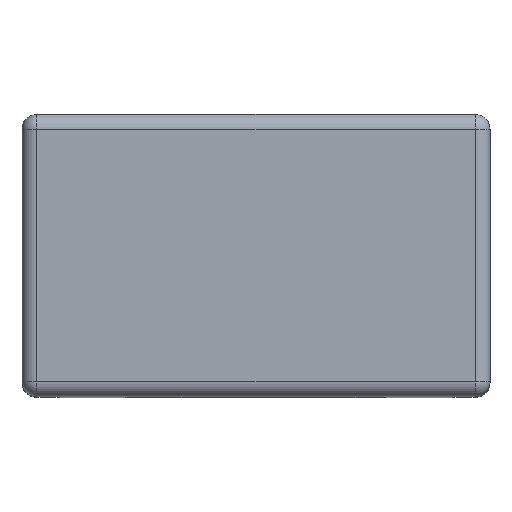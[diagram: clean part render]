
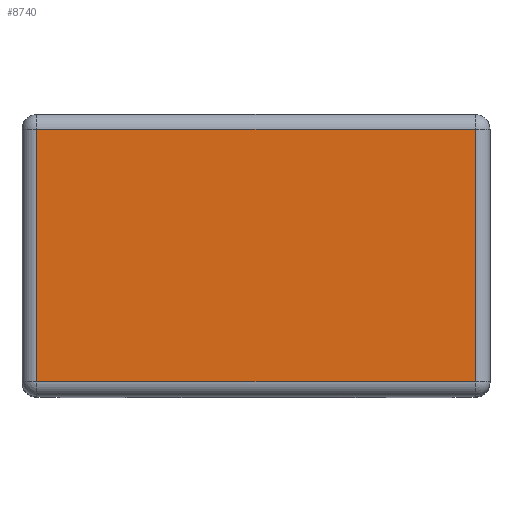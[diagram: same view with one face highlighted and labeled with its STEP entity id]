
A CAD part, top view. The second image highlights one B-rep face of the part: STEP entity #8740.
In plain terms, the highlighted planar face has unit normal (0, 0, 1).
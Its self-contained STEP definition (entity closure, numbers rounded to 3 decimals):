
#1184 = CARTESIAN_POINT ( 'NONE',  ( 14.75, 8.505, 30. ) ) ;
#1621 = CARTESIAN_POINT ( 'NONE',  ( -14.75, -8.495, 30. ) ) ;
#1685 = LINE ( 'NONE', #1184, #3356 ) ;
#1921 = LINE ( 'NONE', #3319, #8753 ) ;
#2481 = EDGE_LOOP ( 'NONE', ( #8258, #6484, #8453, #8252 ) ) ;
#2573 = CARTESIAN_POINT ( 'NONE',  ( 14.75, 8.505, 30. ) ) ;
#2891 = EDGE_CURVE ( 'NONE', #5823, #5384, #8478, .T. ) ;
#3210 = LINE ( 'NONE', #3302, #4051 ) ;
#3291 = CARTESIAN_POINT ( 'NONE',  ( -14.75, 8.505, 30. ) ) ;
#3302 = CARTESIAN_POINT ( 'NONE',  ( -14.75, 8.505, 30. ) ) ;
#3319 = CARTESIAN_POINT ( 'NONE',  ( 14.75, 8.505, 30. ) ) ;
#3356 = VECTOR ( 'NONE', #5828, 1000. ) ;
#3382 = EDGE_CURVE ( 'NONE', #7804, #5823, #3210, .T. ) ;
#3598 = VECTOR ( 'NONE', #7607, 1000. ) ;
#4051 = VECTOR ( 'NONE', #8800, 1000. ) ;
#4792 = AXIS2_PLACEMENT_3D ( 'NONE', #5820, #6589, #8620 ) ;
#5191 = PLANE ( 'NONE',  #4792 ) ;
#5384 = VERTEX_POINT ( 'NONE', #8090 ) ;
#5663 = EDGE_CURVE ( 'NONE', #5384, #7274, #1921, .T. ) ;
#5820 = CARTESIAN_POINT ( 'NONE',  ( 14.75, 8.505, 30. ) ) ;
#5823 = VERTEX_POINT ( 'NONE', #1621 ) ;
#5828 = DIRECTION ( 'NONE',  ( -1., 0., 0. ) ) ;
#6484 = ORIENTED_EDGE ( 'NONE', *, *, #5663, .T. ) ;
#6589 = DIRECTION ( 'NONE',  ( 0., 0., -1. ) ) ;
#7274 = VERTEX_POINT ( 'NONE', #2573 ) ;
#7420 = DIRECTION ( 'NONE',  ( 0., 1., 0. ) ) ;
#7607 = DIRECTION ( 'NONE',  ( 1., 0., 0. ) ) ;
#7804 = VERTEX_POINT ( 'NONE', #3291 ) ;
#8090 = CARTESIAN_POINT ( 'NONE',  ( 14.75, -8.495, 30. ) ) ;
#8252 = ORIENTED_EDGE ( 'NONE', *, *, #3382, .T. ) ;
#8258 = ORIENTED_EDGE ( 'NONE', *, *, #2891, .T. ) ;
#8301 = FACE_OUTER_BOUND ( 'NONE', #2481, .T. ) ;
#8331 = CARTESIAN_POINT ( 'NONE',  ( 14.75, -8.495, 30. ) ) ;
#8378 = EDGE_CURVE ( 'NONE', #7274, #7804, #1685, .T. ) ;
#8453 = ORIENTED_EDGE ( 'NONE', *, *, #8378, .T. ) ;
#8478 = LINE ( 'NONE', #8331, #3598 ) ;
#8620 = DIRECTION ( 'NONE',  ( 0., -1., 0. ) ) ;
#8740 = ADVANCED_FACE ( 'NONE', ( #8301 ), #5191, .F. ) ;
#8753 = VECTOR ( 'NONE', #7420, 1000. ) ;
#8800 = DIRECTION ( 'NONE',  ( 0., -1., 0. ) ) ;
